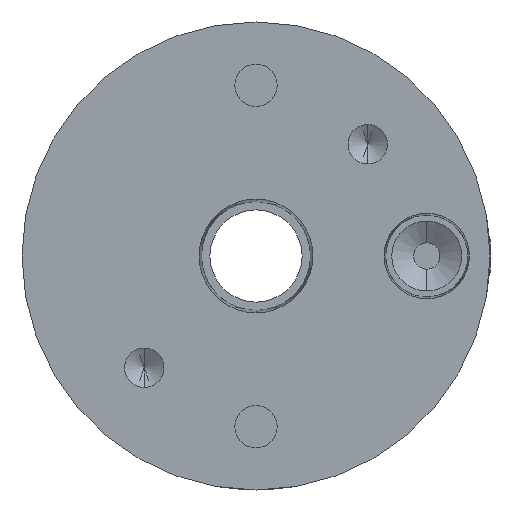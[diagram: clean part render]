
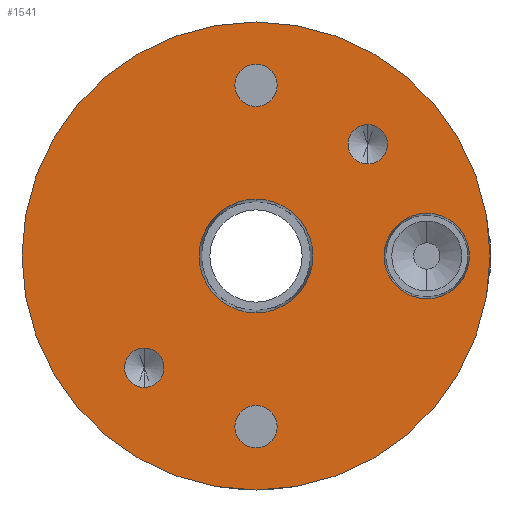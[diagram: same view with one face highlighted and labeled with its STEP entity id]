
A CAD part, front view. The second image highlights one B-rep face of the part: STEP entity #1541.
In plain terms, the highlighted planar face has unit normal (0, -1, 0).
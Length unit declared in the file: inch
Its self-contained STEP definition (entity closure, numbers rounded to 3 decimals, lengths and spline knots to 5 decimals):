
#3 = CARTESIAN_POINT ( 'NONE',  ( 0.53033, -1.1875, 0.62408 ) ) ;
#13 = DIRECTION ( 'NONE',  ( 0., 0., 1. ) ) ;
#43 = CARTESIAN_POINT ( 'NONE',  ( 0., -1.1875, -0.81 ) ) ;
#44 = CARTESIAN_POINT ( 'NONE',  ( 0., -1.1875, 0.9105 ) ) ;
#106 = CARTESIAN_POINT ( 'NONE',  ( -0.53033, -1.1875, -0.43658 ) ) ;
#109 = VERTEX_POINT ( 'NONE', #4587 ) ;
#112 = FACE_BOUND ( 'NONE', #3999, .T. ) ;
#217 = CARTESIAN_POINT ( 'NONE',  ( -0.53033, -1.1875, -0.53033 ) ) ;
#218 = EDGE_CURVE ( 'NONE', #4082, #109, #3835, .T. ) ;
#281 = CIRCLE ( 'NONE', #983, 1.11 ) ;
#327 = AXIS2_PLACEMENT_3D ( 'NONE', #3203, #3592, #5286 ) ;
#376 = CIRCLE ( 'NONE', #5305, 0.27002 ) ;
#412 = AXIS2_PLACEMENT_3D ( 'NONE', #823, #3766, #3655 ) ;
#461 = DIRECTION ( 'NONE',  ( 0., 0., -1. ) ) ;
#521 = CARTESIAN_POINT ( 'NONE',  ( 0., -1.1875, -1.11 ) ) ;
#535 = ORIENTED_EDGE ( 'NONE', *, *, #896, .F. ) ;
#555 = EDGE_CURVE ( 'NONE', #3220, #1281, #2701, .T. ) ;
#563 = FACE_BOUND ( 'NONE', #4658, .T. ) ;
#637 = PLANE ( 'NONE',  #3804 ) ;
#689 = VERTEX_POINT ( 'NONE', #747 ) ;
#747 = CARTESIAN_POINT ( 'NONE',  ( 0.81, -1.1875, -0.2025 ) ) ;
#757 = EDGE_CURVE ( 'NONE', #109, #4082, #5172, .T. ) ;
#772 = AXIS2_PLACEMENT_3D ( 'NONE', #4805, #5165, #2703 ) ;
#810 = EDGE_LOOP ( 'NONE', ( #4331, #5351 ) ) ;
#823 = CARTESIAN_POINT ( 'NONE',  ( 0., -1.1875, 0.81 ) ) ;
#871 = CARTESIAN_POINT ( 'NONE',  ( 0.53033, -1.1875, 0.53033 ) ) ;
#896 = EDGE_CURVE ( 'NONE', #1281, #3220, #5406, .T. ) ;
#897 = CARTESIAN_POINT ( 'NONE',  ( 0., -1.1875, 0. ) ) ;
#949 = AXIS2_PLACEMENT_3D ( 'NONE', #2329, #4016, #5290 ) ;
#983 = AXIS2_PLACEMENT_3D ( 'NONE', #897, #3435, #13 ) ;
#1034 = VERTEX_POINT ( 'NONE', #2433 ) ;
#1040 = CIRCLE ( 'NONE', #772, 0.09375 ) ;
#1062 = CARTESIAN_POINT ( 'NONE',  ( 0., -1.1875, 0. ) ) ;
#1081 = ORIENTED_EDGE ( 'NONE', *, *, #2168, .F. ) ;
#1118 = DIRECTION ( 'NONE',  ( 0., 0., -1. ) ) ;
#1172 = CARTESIAN_POINT ( 'NONE',  ( 1.11, -1.1875, 0. ) ) ;
#1188 = CIRCLE ( 'NONE', #3632, 0.09375 ) ;
#1281 = VERTEX_POINT ( 'NONE', #2830 ) ;
#1326 = DIRECTION ( 'NONE',  ( 0., 0., -1. ) ) ;
#1374 = EDGE_CURVE ( 'NONE', #1034, #4461, #1188, .T. ) ;
#1396 = AXIS2_PLACEMENT_3D ( 'NONE', #3949, #1861, #1886 ) ;
#1447 = DIRECTION ( 'NONE',  ( 0., 0., -1. ) ) ;
#1512 = VERTEX_POINT ( 'NONE', #4725 ) ;
#1541 = ADVANCED_FACE ( 'NONE', ( #5224, #2191, #3875, #3896, #112, #563, #2392 ), #637, .F. ) ;
#1727 = DIRECTION ( 'NONE',  ( 0., -1., 0. ) ) ;
#1764 = EDGE_LOOP ( 'NONE', ( #2155, #3845 ) ) ;
#1804 = AXIS2_PLACEMENT_3D ( 'NONE', #1062, #3120, #5259 ) ;
#1861 = DIRECTION ( 'NONE',  ( 0., -1., 0. ) ) ;
#1886 = DIRECTION ( 'NONE',  ( 0., 0., -1. ) ) ;
#1938 = ORIENTED_EDGE ( 'NONE', *, *, #3745, .F. ) ;
#2066 = CARTESIAN_POINT ( 'NONE',  ( 0.53033, -1.1875, 0.43658 ) ) ;
#2082 = CIRCLE ( 'NONE', #1396, 0.09375 ) ;
#2155 = ORIENTED_EDGE ( 'NONE', *, *, #3448, .F. ) ;
#2162 = ORIENTED_EDGE ( 'NONE', *, *, #4901, .F. ) ;
#2166 = CARTESIAN_POINT ( 'NONE',  ( 0., -1.1875, 0.81 ) ) ;
#2168 = EDGE_CURVE ( 'NONE', #4950, #3927, #3312, .T. ) ;
#2191 = FACE_BOUND ( 'NONE', #4428, .T. ) ;
#2275 = DIRECTION ( 'NONE',  ( 0., 0., -1. ) ) ;
#2329 = CARTESIAN_POINT ( 'NONE',  ( 0., -1.1875, 0. ) ) ;
#2354 = ORIENTED_EDGE ( 'NONE', *, *, #218, .F. ) ;
#2392 = FACE_OUTER_BOUND ( 'NONE', #5299, .T. ) ;
#2433 = CARTESIAN_POINT ( 'NONE',  ( -0.53033, -1.1875, -0.62408 ) ) ;
#2458 = EDGE_CURVE ( 'NONE', #5040, #689, #5169, .T. ) ;
#2531 = EDGE_CURVE ( 'NONE', #5426, #5136, #2082, .T. ) ;
#2566 = EDGE_LOOP ( 'NONE', ( #3555, #2354 ) ) ;
#2653 = AXIS2_PLACEMENT_3D ( 'NONE', #871, #4237, #461 ) ;
#2701 = CIRCLE ( 'NONE', #4820, 0.1005 ) ;
#2703 = DIRECTION ( 'NONE',  ( 0., 0., -1. ) ) ;
#2770 = AXIS2_PLACEMENT_3D ( 'NONE', #43, #1727, #1326 ) ;
#2830 = CARTESIAN_POINT ( 'NONE',  ( 0., -1.1875, -0.9105 ) ) ;
#2889 = EDGE_CURVE ( 'NONE', #4461, #1034, #1040, .T. ) ;
#2945 = DIRECTION ( 'NONE',  ( 0., -1., 0. ) ) ;
#3015 = ORIENTED_EDGE ( 'NONE', *, *, #3678, .F. ) ;
#3082 = CIRCLE ( 'NONE', #2653, 0.09375 ) ;
#3105 = CARTESIAN_POINT ( 'NONE',  ( 0., -1.1875, -0.81 ) ) ;
#3120 = DIRECTION ( 'NONE',  ( 0., -1., 0. ) ) ;
#3203 = CARTESIAN_POINT ( 'NONE',  ( 0.81, -1.1875, 0. ) ) ;
#3220 = VERTEX_POINT ( 'NONE', #5127 ) ;
#3252 = DIRECTION ( 'NONE',  ( 0., 1., 0. ) ) ;
#3264 = DIRECTION ( 'NONE',  ( 0., 0., -1. ) ) ;
#3312 = CIRCLE ( 'NONE', #949, 1.11 ) ;
#3435 = DIRECTION ( 'NONE',  ( 0., 1., 0. ) ) ;
#3448 = EDGE_CURVE ( 'NONE', #689, #5040, #4031, .T. ) ;
#3450 = CARTESIAN_POINT ( 'NONE',  ( 0., -1.1875, -0.27002 ) ) ;
#3555 = ORIENTED_EDGE ( 'NONE', *, *, #757, .F. ) ;
#3587 = AXIS2_PLACEMENT_3D ( 'NONE', #4066, #3732, #3264 ) ;
#3592 = DIRECTION ( 'NONE',  ( 0., -1., 0. ) ) ;
#3632 = AXIS2_PLACEMENT_3D ( 'NONE', #217, #4826, #2275 ) ;
#3655 = DIRECTION ( 'NONE',  ( 0., 0., -1. ) ) ;
#3678 = EDGE_CURVE ( 'NONE', #1512, #4435, #4333, .T. ) ;
#3724 = DIRECTION ( 'NONE',  ( 0., -1., 0. ) ) ;
#3732 = DIRECTION ( 'NONE',  ( 0., -1., 0. ) ) ;
#3743 = ORIENTED_EDGE ( 'NONE', *, *, #2531, .F. ) ;
#3745 = EDGE_CURVE ( 'NONE', #4435, #1512, #376, .T. ) ;
#3766 = DIRECTION ( 'NONE',  ( 0., -1., 0. ) ) ;
#3804 = AXIS2_PLACEMENT_3D ( 'NONE', #1172, #3252, #4386 ) ;
#3835 = CIRCLE ( 'NONE', #4095, 0.1005 ) ;
#3845 = ORIENTED_EDGE ( 'NONE', *, *, #2458, .F. ) ;
#3875 = FACE_BOUND ( 'NONE', #1764, .T. ) ;
#3896 = FACE_BOUND ( 'NONE', #2566, .T. ) ;
#3927 = VERTEX_POINT ( 'NONE', #5111 ) ;
#3949 = CARTESIAN_POINT ( 'NONE',  ( 0.53033, -1.1875, 0.53033 ) ) ;
#3988 = DIRECTION ( 'NONE',  ( 0., -1., 0. ) ) ;
#3999 = EDGE_LOOP ( 'NONE', ( #535, #4593 ) ) ;
#4016 = DIRECTION ( 'NONE',  ( 0., 1., 0. ) ) ;
#4031 = CIRCLE ( 'NONE', #3587, 0.2025 ) ;
#4066 = CARTESIAN_POINT ( 'NONE',  ( 0.81, -1.1875, 0. ) ) ;
#4082 = VERTEX_POINT ( 'NONE', #44 ) ;
#4095 = AXIS2_PLACEMENT_3D ( 'NONE', #2166, #2945, #4235 ) ;
#4235 = DIRECTION ( 'NONE',  ( 0., 0., -1. ) ) ;
#4237 = DIRECTION ( 'NONE',  ( 0., -1., 0. ) ) ;
#4331 = ORIENTED_EDGE ( 'NONE', *, *, #1374, .F. ) ;
#4333 = CIRCLE ( 'NONE', #1804, 0.27002 ) ;
#4386 = DIRECTION ( 'NONE',  ( 0., 0., 1. ) ) ;
#4428 = EDGE_LOOP ( 'NONE', ( #3743, #2162 ) ) ;
#4435 = VERTEX_POINT ( 'NONE', #3450 ) ;
#4448 = CARTESIAN_POINT ( 'NONE',  ( 0., -1.1875, 0. ) ) ;
#4461 = VERTEX_POINT ( 'NONE', #106 ) ;
#4474 = CARTESIAN_POINT ( 'NONE',  ( 0.81, -1.1875, 0.2025 ) ) ;
#4583 = ORIENTED_EDGE ( 'NONE', *, *, #4902, .F. ) ;
#4587 = CARTESIAN_POINT ( 'NONE',  ( 0., -1.1875, 0.7095 ) ) ;
#4593 = ORIENTED_EDGE ( 'NONE', *, *, #555, .F. ) ;
#4658 = EDGE_LOOP ( 'NONE', ( #1938, #3015 ) ) ;
#4725 = CARTESIAN_POINT ( 'NONE',  ( 0., -1.1875, 0.27002 ) ) ;
#4805 = CARTESIAN_POINT ( 'NONE',  ( -0.53033, -1.1875, -0.53033 ) ) ;
#4820 = AXIS2_PLACEMENT_3D ( 'NONE', #3105, #3988, #1447 ) ;
#4826 = DIRECTION ( 'NONE',  ( 0., -1., 0. ) ) ;
#4901 = EDGE_CURVE ( 'NONE', #5136, #5426, #3082, .T. ) ;
#4902 = EDGE_CURVE ( 'NONE', #3927, #4950, #281, .T. ) ;
#4950 = VERTEX_POINT ( 'NONE', #521 ) ;
#5040 = VERTEX_POINT ( 'NONE', #4474 ) ;
#5111 = CARTESIAN_POINT ( 'NONE',  ( 0., -1.1875, 1.11 ) ) ;
#5127 = CARTESIAN_POINT ( 'NONE',  ( 0., -1.1875, -0.7095 ) ) ;
#5136 = VERTEX_POINT ( 'NONE', #3 ) ;
#5165 = DIRECTION ( 'NONE',  ( 0., -1., 0. ) ) ;
#5169 = CIRCLE ( 'NONE', #327, 0.2025 ) ;
#5172 = CIRCLE ( 'NONE', #412, 0.1005 ) ;
#5224 = FACE_BOUND ( 'NONE', #810, .T. ) ;
#5259 = DIRECTION ( 'NONE',  ( 0., 0., -1. ) ) ;
#5286 = DIRECTION ( 'NONE',  ( 0., 0., -1. ) ) ;
#5290 = DIRECTION ( 'NONE',  ( 0., 0., 1. ) ) ;
#5299 = EDGE_LOOP ( 'NONE', ( #4583, #1081 ) ) ;
#5305 = AXIS2_PLACEMENT_3D ( 'NONE', #4448, #3724, #1118 ) ;
#5351 = ORIENTED_EDGE ( 'NONE', *, *, #2889, .F. ) ;
#5406 = CIRCLE ( 'NONE', #2770, 0.1005 ) ;
#5426 = VERTEX_POINT ( 'NONE', #2066 ) ;
